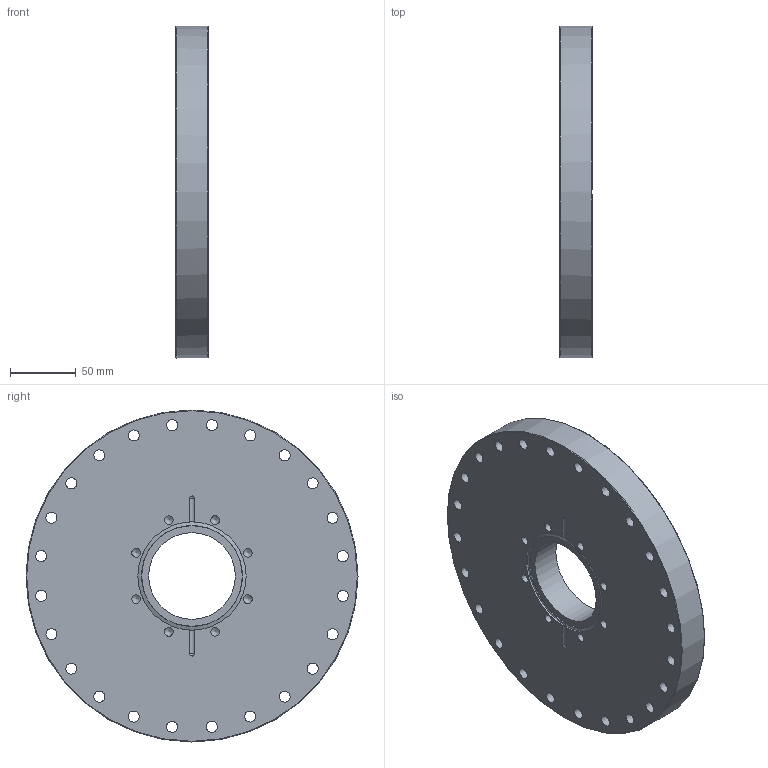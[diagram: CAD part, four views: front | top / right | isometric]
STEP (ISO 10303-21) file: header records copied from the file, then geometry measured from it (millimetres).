
FILE_DESCRIPTION((''),'2;1');
FILE_NAME('ZL2063-316LNS.stp','2009-03-13T14:52:18',('hasers'),(''),'Autodesk Inventor 2008','Autodesk Inventor 2008','');
FILE_SCHEMA(('AUTOMOTIVE_DESIGN { 1 0 10303 214 1 1 1 1 }'));
Length unit declared in the file: millimetre
Products named in the file (1): ZL2063-316LNS
Bounding box: 25 x 253 x 253 mm (x, y, z)
Volume: 1088668.7 mm3; surface area: 135881.5 mm2
Topology: 1 solids, 1 shells, 62 faces, 196 edges, 137 vertices
Faces by surface type: bspline 42, cylinder 8, plane 5, cone 4, torus 3
Full cylindrical faces by diameter (mm): 66 x1, 82.5 x1, 222.3 x1, 253 x1
Entity records: 2410 total; most frequent: CARTESIAN_POINT 1127, DIRECTION 222, ORIENTED_EDGE 208, EDGE_LOOP 162, AXIS2_PLACEMENT_3D 107, EDGE_CURVE 104, FACE_BOUND 100, VERTEX_POINT 94
